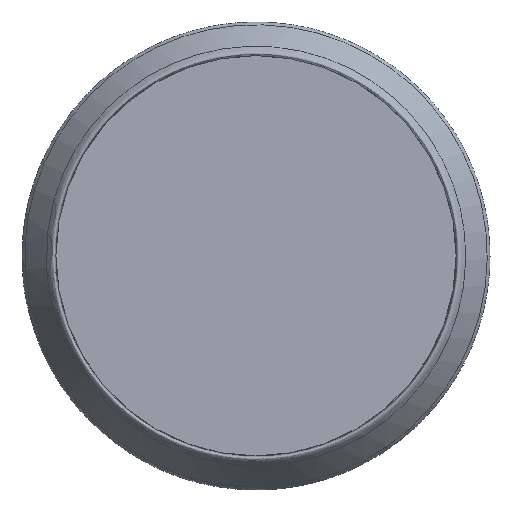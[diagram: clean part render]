
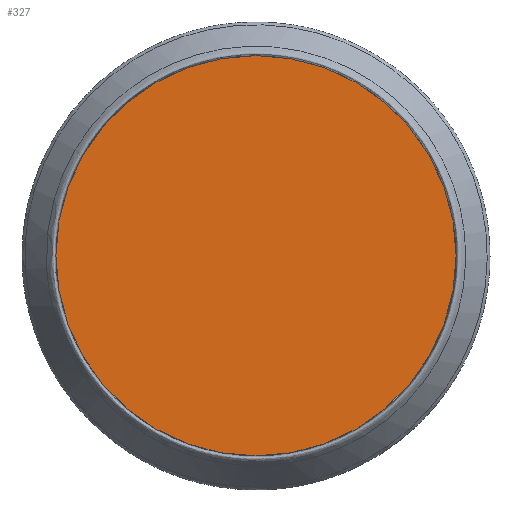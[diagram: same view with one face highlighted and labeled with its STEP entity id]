
A CAD part, top view. The second image highlights one B-rep face of the part: STEP entity #327.
In plain terms, the highlighted planar face has unit normal (0, 0, 1).
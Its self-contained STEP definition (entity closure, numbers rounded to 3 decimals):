
#327=ADVANCED_FACE('',(#419),#381,.T.);
#381=PLANE('',#922);
#419=FACE_OUTER_BOUND('',#457,.T.);
#457=EDGE_LOOP('',(#549));
#549=ORIENTED_EDGE('',*,*,#796,.F.);
#725=VERTEX_POINT('',#1244);
#796=EDGE_CURVE('',#725,#725,#887,.T.);
#887=CIRCLE('',#920,38.);
#920=AXIS2_PLACEMENT_3D('',#1243,#1017,#1018);
#922=AXIS2_PLACEMENT_3D('',#1246,#1021,#1022);
#1017=DIRECTION('',(0.,0.,-1.));
#1018=DIRECTION('',(-1.,0.,0.));
#1021=DIRECTION('',(0.,0.,1.));
#1022=DIRECTION('',(1.,0.,0.));
#1243=CARTESIAN_POINT('',(0.,0.,20.));
#1244=CARTESIAN_POINT('',(-38.,0.,20.));
#1246=CARTESIAN_POINT('',(0.,38.,20.));
